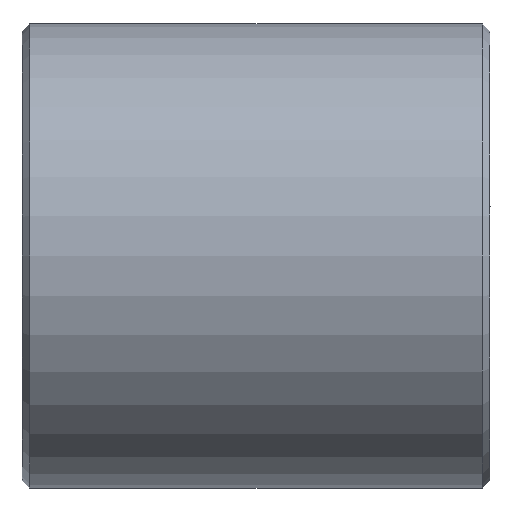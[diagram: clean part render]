
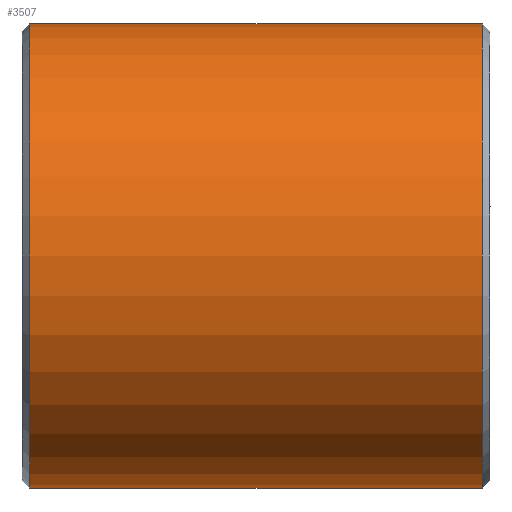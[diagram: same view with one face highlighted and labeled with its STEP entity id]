
A CAD part, left-side view. The second image highlights one B-rep face of the part: STEP entity #3507.
In plain terms, the highlighted cylindrical face has radius 2.975 mm (diameter 5.95 mm), a partial arc.
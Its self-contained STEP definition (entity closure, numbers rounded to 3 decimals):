
#739 = AXIS2_PLACEMENT_3D ( 'NONE', #3624, #1947, #1911 ) ;
#816 = CIRCLE ( 'NONE', #739, 2.975 ) ;
#951 = LINE ( 'NONE', #2121, #3649 ) ;
#1181 = CARTESIAN_POINT ( 'NONE',  ( 0., -2.9, 2.975 ) ) ;
#1379 = DIRECTION ( 'NONE',  ( 0., 0., -1. ) ) ;
#1415 = DIRECTION ( 'NONE',  ( 0., 1., 0. ) ) ;
#1518 = VECTOR ( 'NONE', #3310, 1000. ) ;
#1539 = VERTEX_POINT ( 'NONE', #3602 ) ;
#1798 = EDGE_LOOP ( 'NONE', ( #4107, #2134, #2846, #2849 ) ) ;
#1911 = DIRECTION ( 'NONE',  ( 0., 0., 1. ) ) ;
#1919 = EDGE_CURVE ( 'NONE', #3724, #3915, #1940, .T. ) ;
#1940 = CIRCLE ( 'NONE', #4171, 2.975 ) ;
#1947 = DIRECTION ( 'NONE',  ( 0., -1., 0. ) ) ;
#2087 = EDGE_CURVE ( 'NONE', #2467, #1539, #816, .T. ) ;
#2121 = CARTESIAN_POINT ( 'NONE',  ( 0., 3., -2.975 ) ) ;
#2134 = ORIENTED_EDGE ( 'NONE', *, *, #2087, .T. ) ;
#2388 = LINE ( 'NONE', #3295, #1518 ) ;
#2398 = DIRECTION ( 'NONE',  ( 0., 0., 1. ) ) ;
#2467 = VERTEX_POINT ( 'NONE', #3017 ) ;
#2631 = CARTESIAN_POINT ( 'NONE',  ( 0., 3., 0. ) ) ;
#2846 = ORIENTED_EDGE ( 'NONE', *, *, #3762, .T. ) ;
#2849 = ORIENTED_EDGE ( 'NONE', *, *, #1919, .T. ) ;
#2853 = CYLINDRICAL_SURFACE ( 'NONE', #3835, 2.975 ) ;
#3017 = CARTESIAN_POINT ( 'NONE',  ( 0., 2.9, 2.975 ) ) ;
#3249 = DIRECTION ( 'NONE',  ( 0., -1., 0. ) ) ;
#3295 = CARTESIAN_POINT ( 'NONE',  ( 0., 3., 2.975 ) ) ;
#3310 = DIRECTION ( 'NONE',  ( 0., -1., 0. ) ) ;
#3394 = CARTESIAN_POINT ( 'NONE',  ( 0., -2.9, 0. ) ) ;
#3409 = CARTESIAN_POINT ( 'NONE',  ( 0., -2.9, -2.975 ) ) ;
#3507 = ADVANCED_FACE ( 'NONE', ( #3924 ), #2853, .T. ) ;
#3529 = EDGE_CURVE ( 'NONE', #2467, #3915, #2388, .T. ) ;
#3602 = CARTESIAN_POINT ( 'NONE',  ( 0., 2.9, -2.975 ) ) ;
#3624 = CARTESIAN_POINT ( 'NONE',  ( 0., 2.9, 0. ) ) ;
#3649 = VECTOR ( 'NONE', #3734, 1000. ) ;
#3724 = VERTEX_POINT ( 'NONE', #3409 ) ;
#3734 = DIRECTION ( 'NONE',  ( 0., -1., 0. ) ) ;
#3762 = EDGE_CURVE ( 'NONE', #1539, #3724, #951, .T. ) ;
#3835 = AXIS2_PLACEMENT_3D ( 'NONE', #2631, #3249, #1379 ) ;
#3915 = VERTEX_POINT ( 'NONE', #1181 ) ;
#3924 = FACE_OUTER_BOUND ( 'NONE', #1798, .T. ) ;
#4107 = ORIENTED_EDGE ( 'NONE', *, *, #3529, .F. ) ;
#4171 = AXIS2_PLACEMENT_3D ( 'NONE', #3394, #1415, #2398 ) ;
